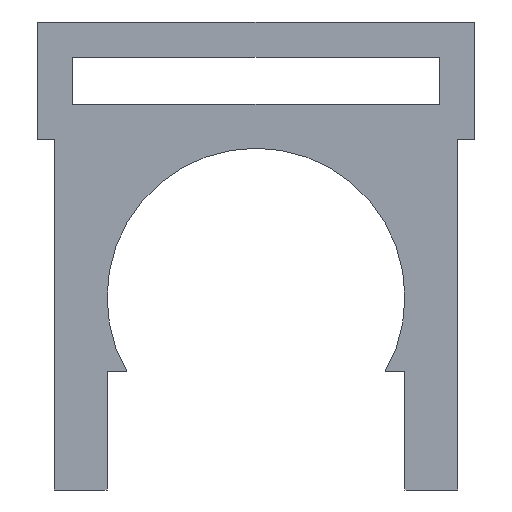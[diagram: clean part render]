
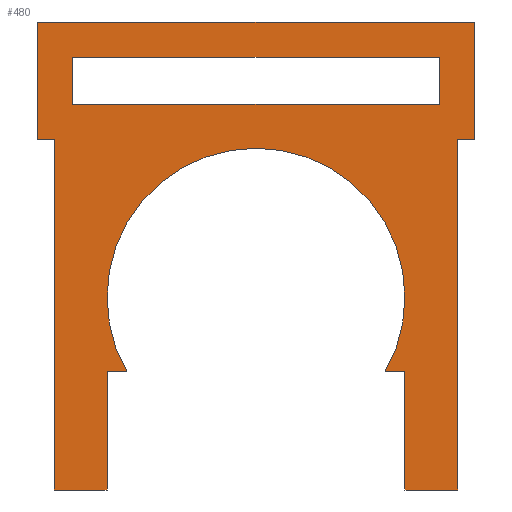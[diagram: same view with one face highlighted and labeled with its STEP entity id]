
A CAD part, front view. The second image highlights one B-rep face of the part: STEP entity #480.
In plain terms, the highlighted planar face has unit normal (0, -1, 0).
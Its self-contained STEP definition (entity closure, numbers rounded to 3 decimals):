
#15=FACE_BOUND('',#65,.T.);
#18=CIRCLE('',#507,8.5);
#41=FACE_OUTER_BOUND('',#64,.T.);
#64=EDGE_LOOP('',(#418,#419,#420,#421,#422,#423,#424,#425,#426,#427,#428,
#429,#430,#431));
#65=EDGE_LOOP('',(#432,#433,#434,#435));
#95=LINE('',#700,#159);
#98=LINE('',#705,#162);
#100=LINE('',#709,#164);
#102=LINE('',#712,#166);
#103=LINE('',#716,#167);
#106=LINE('',#721,#170);
#109=LINE('',#729,#173);
#111=LINE('',#733,#175);
#113=LINE('',#737,#177);
#115=LINE('',#741,#179);
#117=LINE('',#745,#181);
#119=LINE('',#749,#183);
#121=LINE('',#753,#185);
#123=LINE('',#757,#187);
#125=LINE('',#761,#189);
#127=LINE('',#765,#191);
#129=LINE('',#768,#193);
#159=VECTOR('',#563,10.);
#162=VECTOR('',#568,10.);
#164=VECTOR('',#572,10.);
#166=VECTOR('',#576,10.);
#167=VECTOR('',#579,10.);
#170=VECTOR('',#584,10.);
#173=VECTOR('',#593,10.);
#175=VECTOR('',#597,10.);
#177=VECTOR('',#601,10.);
#179=VECTOR('',#605,10.);
#181=VECTOR('',#609,10.);
#183=VECTOR('',#613,10.);
#185=VECTOR('',#617,10.);
#187=VECTOR('',#621,10.);
#189=VECTOR('',#625,10.);
#191=VECTOR('',#629,10.);
#193=VECTOR('',#633,10.);
#220=VERTEX_POINT('',#698);
#221=VERTEX_POINT('',#699);
#222=VERTEX_POINT('',#704);
#223=VERTEX_POINT('',#708);
#224=VERTEX_POINT('',#714);
#225=VERTEX_POINT('',#715);
#226=VERTEX_POINT('',#720);
#227=VERTEX_POINT('',#724);
#228=VERTEX_POINT('',#728);
#229=VERTEX_POINT('',#732);
#230=VERTEX_POINT('',#736);
#231=VERTEX_POINT('',#740);
#232=VERTEX_POINT('',#744);
#233=VERTEX_POINT('',#748);
#234=VERTEX_POINT('',#752);
#235=VERTEX_POINT('',#756);
#236=VERTEX_POINT('',#760);
#237=VERTEX_POINT('',#764);
#268=EDGE_CURVE('',#220,#221,#95,.T.);
#271=EDGE_CURVE('',#221,#222,#98,.T.);
#273=EDGE_CURVE('',#223,#220,#100,.T.);
#275=EDGE_CURVE('',#222,#223,#102,.T.);
#276=EDGE_CURVE('',#224,#225,#103,.T.);
#279=EDGE_CURVE('',#225,#226,#106,.T.);
#281=EDGE_CURVE('',#226,#227,#18,.T.);
#283=EDGE_CURVE('',#228,#227,#109,.T.);
#285=EDGE_CURVE('',#229,#228,#111,.T.);
#287=EDGE_CURVE('',#230,#229,#113,.T.);
#289=EDGE_CURVE('',#230,#231,#115,.T.);
#291=EDGE_CURVE('',#231,#232,#117,.T.);
#293=EDGE_CURVE('',#232,#233,#119,.T.);
#295=EDGE_CURVE('',#233,#234,#121,.T.);
#297=EDGE_CURVE('',#234,#235,#123,.T.);
#299=EDGE_CURVE('',#235,#236,#125,.T.);
#301=EDGE_CURVE('',#237,#236,#127,.T.);
#303=EDGE_CURVE('',#237,#224,#129,.T.);
#418=ORIENTED_EDGE('',*,*,#301,.F.);
#419=ORIENTED_EDGE('',*,*,#303,.T.);
#420=ORIENTED_EDGE('',*,*,#276,.T.);
#421=ORIENTED_EDGE('',*,*,#279,.T.);
#422=ORIENTED_EDGE('',*,*,#281,.T.);
#423=ORIENTED_EDGE('',*,*,#283,.F.);
#424=ORIENTED_EDGE('',*,*,#285,.F.);
#425=ORIENTED_EDGE('',*,*,#287,.F.);
#426=ORIENTED_EDGE('',*,*,#289,.T.);
#427=ORIENTED_EDGE('',*,*,#291,.T.);
#428=ORIENTED_EDGE('',*,*,#293,.T.);
#429=ORIENTED_EDGE('',*,*,#295,.T.);
#430=ORIENTED_EDGE('',*,*,#297,.T.);
#431=ORIENTED_EDGE('',*,*,#299,.T.);
#432=ORIENTED_EDGE('',*,*,#268,.F.);
#433=ORIENTED_EDGE('',*,*,#273,.F.);
#434=ORIENTED_EDGE('',*,*,#275,.F.);
#435=ORIENTED_EDGE('',*,*,#271,.F.);
#457=PLANE('',#519);
#480=ADVANCED_FACE('',(#41,#15),#457,.F.);
#507=AXIS2_PLACEMENT_3D('',#725,#588,#589);
#519=AXIS2_PLACEMENT_3D('',#769,#634,#635);
#563=DIRECTION('',(1.,0.,0.));
#568=DIRECTION('',(0.,0.,1.));
#572=DIRECTION('',(0.,0.,-1.));
#576=DIRECTION('',(-1.,0.,0.));
#579=DIRECTION('',(0.,0.,1.));
#584=DIRECTION('',(1.,0.,0.));
#588=DIRECTION('center_axis',(0.,1.,0.));
#589=DIRECTION('ref_axis',(1.,0.,0.));
#593=DIRECTION('',(-1.,0.,0.));
#597=DIRECTION('',(0.,0.,1.));
#601=DIRECTION('',(-1.,0.,0.));
#605=DIRECTION('',(0.,0.,1.));
#609=DIRECTION('',(1.,0.,0.));
#613=DIRECTION('',(0.,0.,1.));
#617=DIRECTION('',(-1.,0.,0.));
#621=DIRECTION('',(0.,0.,-1.));
#625=DIRECTION('',(1.,0.,0.));
#629=DIRECTION('',(0.,0.,1.));
#633=DIRECTION('',(1.,0.,0.));
#634=DIRECTION('center_axis',(0.,1.,0.));
#635=DIRECTION('ref_axis',(1.,0.,0.));
#698=CARTESIAN_POINT('',(-10.45,0.,11.));
#699=CARTESIAN_POINT('',(10.45,0.,11.));
#700=CARTESIAN_POINT('',(-10.45,0.,11.));
#704=CARTESIAN_POINT('',(10.45,0.,13.7));
#705=CARTESIAN_POINT('',(10.45,0.,11.));
#708=CARTESIAN_POINT('',(-10.45,0.,13.7));
#709=CARTESIAN_POINT('',(-10.45,0.,13.7));
#712=CARTESIAN_POINT('',(10.45,0.,13.7));
#714=CARTESIAN_POINT('',(-8.5,0.,-11.));
#715=CARTESIAN_POINT('',(-8.5,0.,-4.25));
#716=CARTESIAN_POINT('',(-8.5,0.,-11.));
#720=CARTESIAN_POINT('',(-7.361,0.,-4.25));
#721=CARTESIAN_POINT('',(-8.5,0.,-4.25));
#724=CARTESIAN_POINT('',(7.361,0.,-4.25));
#725=CARTESIAN_POINT('Origin',(0.,0.,0.));
#728=CARTESIAN_POINT('',(8.5,0.,-4.25));
#729=CARTESIAN_POINT('',(8.5,0.,-4.25));
#732=CARTESIAN_POINT('',(8.5,0.,-11.));
#733=CARTESIAN_POINT('',(8.5,0.,-11.));
#736=CARTESIAN_POINT('',(11.5,0.,-11.));
#737=CARTESIAN_POINT('',(11.5,0.,-11.));
#740=CARTESIAN_POINT('',(11.5,0.,9.));
#741=CARTESIAN_POINT('',(11.5,0.,-11.));
#744=CARTESIAN_POINT('',(12.45,0.,9.));
#745=CARTESIAN_POINT('',(-12.45,0.,9.));
#748=CARTESIAN_POINT('',(12.45,0.,15.7));
#749=CARTESIAN_POINT('',(12.45,0.,9.));
#752=CARTESIAN_POINT('',(-12.45,0.,15.7));
#753=CARTESIAN_POINT('',(12.45,0.,15.7));
#756=CARTESIAN_POINT('',(-12.45,0.,9.));
#757=CARTESIAN_POINT('',(-12.45,0.,15.7));
#760=CARTESIAN_POINT('',(-11.5,0.,9.));
#761=CARTESIAN_POINT('',(-12.45,0.,9.));
#764=CARTESIAN_POINT('',(-11.5,0.,-11.));
#765=CARTESIAN_POINT('',(-11.5,0.,-11.));
#768=CARTESIAN_POINT('',(-11.5,0.,-11.));
#769=CARTESIAN_POINT('Origin',(0.,0.,2.35));
